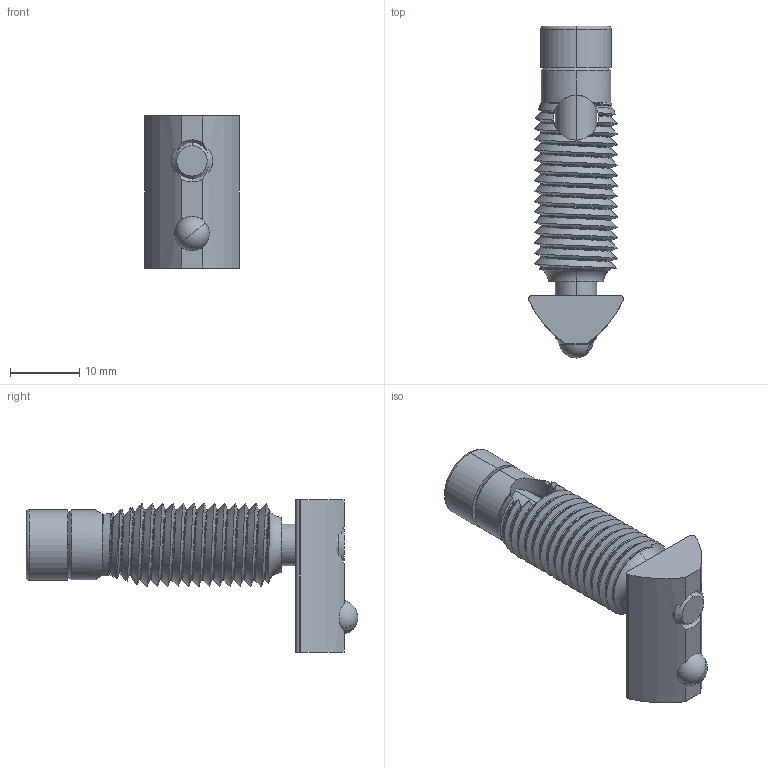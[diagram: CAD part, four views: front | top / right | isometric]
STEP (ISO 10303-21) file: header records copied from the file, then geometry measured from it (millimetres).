
FILE_DESCRIPTION (( 'STEP AP214' ), '1' );
FILE_NAME ('282652001.STEP', '2014-02-21T11:11:32', ( '' ), ( '' ), 'SwSTEP 2.0', 'SolidWorks 2014', '' );
FILE_SCHEMA (( 'AUTOMOTIVE_DESIGN' ));
Length unit declared in the file: millimetre
Products named in the file (1): 282652001
Bounding box: 13.7 x 48 x 22 mm (x, y, z)
Volume: 4462.3 mm3; surface area: 4536.3 mm2
Topology: 5 solids, 5 shells, 178 faces, 475 edges, 301 vertices
Faces by surface type: plane 57, cylinder 54, bspline 34, cone 17, torus 14, sphere 2
Entity records: 67310 total; most frequent: CARTESIAN_POINT 61375, ORIENTED_EDGE 936, DIRECTION 648, EDGE_CURVE 468, VERTEX_POINT 298, AXIS2_PLACEMENT_3D 248, EDGE_LOOP 188, UNCERTAINTY_MEASURE_WITH_UNIT 185
